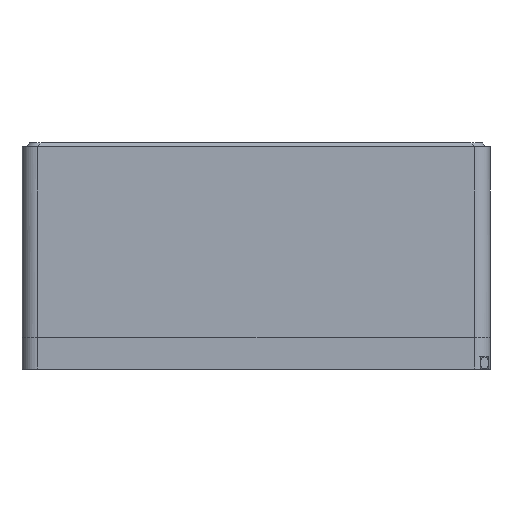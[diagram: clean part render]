
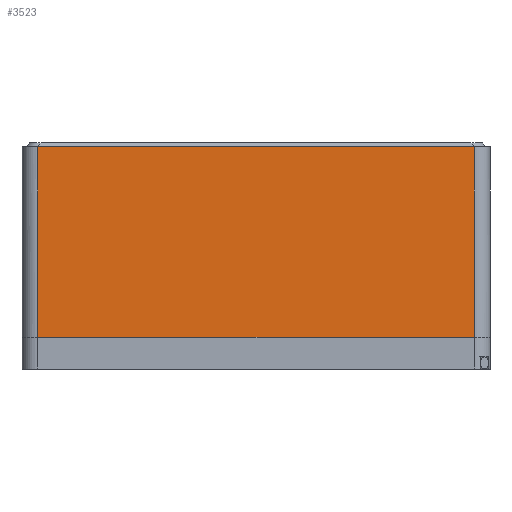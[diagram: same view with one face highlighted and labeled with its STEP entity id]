
A CAD part, left-side view. The second image highlights one B-rep face of the part: STEP entity #3523.
In plain terms, the highlighted planar face has unit normal (-1, 0, 0).
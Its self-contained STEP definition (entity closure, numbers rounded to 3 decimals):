
#180=LINE('',#9567,#422);
#181=LINE('',#9570,#423);
#182=LINE('',#9572,#424);
#183=LINE('',#9574,#425);
#422=VECTOR('',#5539,1000.);
#423=VECTOR('',#5540,1000.);
#424=VECTOR('',#5541,1000.);
#425=VECTOR('',#5542,1000.);
#1359=ORIENTED_EDGE('',*,*,#2086,.T.);
#1360=ORIENTED_EDGE('',*,*,#2087,.T.);
#1361=ORIENTED_EDGE('',*,*,#2088,.F.);
#1362=ORIENTED_EDGE('',*,*,#2089,.F.);
#2086=EDGE_CURVE('',#2506,#2507,#180,.T.);
#2087=EDGE_CURVE('',#2507,#2508,#181,.T.);
#2088=EDGE_CURVE('',#2509,#2508,#182,.T.);
#2089=EDGE_CURVE('',#2506,#2509,#183,.T.);
#2506=VERTEX_POINT('',#9568);
#2507=VERTEX_POINT('',#9569);
#2508=VERTEX_POINT('',#9571);
#2509=VERTEX_POINT('',#9573);
#2930=EDGE_LOOP('',(#1359,#1360,#1361,#1362));
#3183=FACE_BOUND('',#2930,.T.);
#3347=PLANE('',#4907);
#3523=ADVANCED_FACE('',(#3183),#3347,.T.);
#4907=AXIS2_PLACEMENT_3D('',#9566,#5537,#5538);
#5537=DIRECTION('',(-1.,0.,0.));
#5538=DIRECTION('',(0.,-1.,0.));
#5539=DIRECTION('',(0.,0.,-1.));
#5540=DIRECTION('',(0.,-1.,0.));
#5541=DIRECTION('',(0.,0.,-1.));
#5542=DIRECTION('',(0.,-1.,0.));
#9566=CARTESIAN_POINT('',(-2.95,-2.95,1.425));
#9567=CARTESIAN_POINT('',(-2.95,2.75,1.425));
#9568=CARTESIAN_POINT('',(-2.95,2.75,1.375));
#9569=CARTESIAN_POINT('',(-2.95,2.75,-1.024));
#9570=CARTESIAN_POINT('',(-2.95,3.,-1.024));
#9571=CARTESIAN_POINT('',(-2.95,-2.75,-1.024));
#9572=CARTESIAN_POINT('',(-2.95,-2.75,1.425));
#9573=CARTESIAN_POINT('',(-2.95,-2.75,1.375));
#9574=CARTESIAN_POINT('',(-2.95,2.95,1.375));
